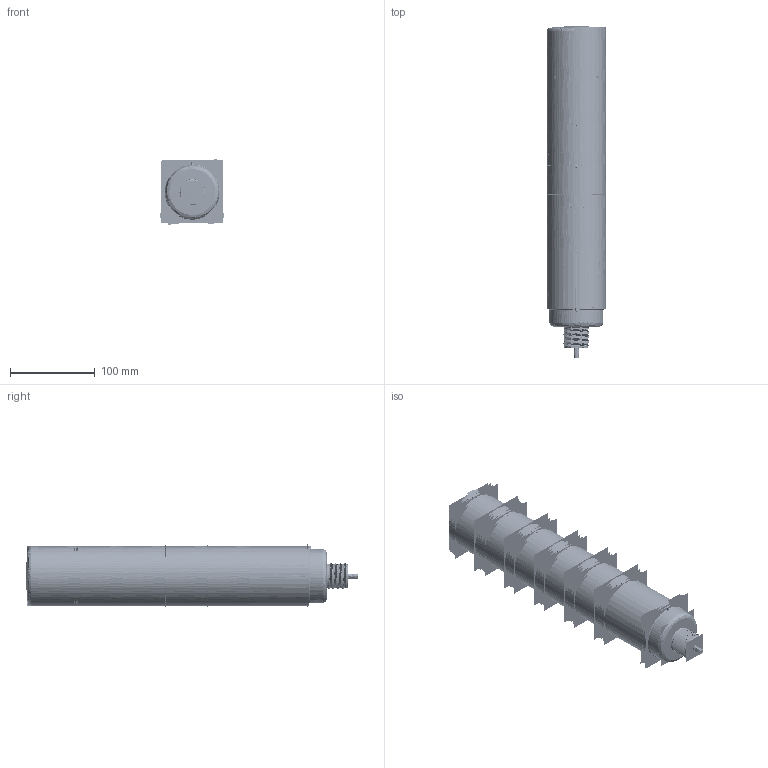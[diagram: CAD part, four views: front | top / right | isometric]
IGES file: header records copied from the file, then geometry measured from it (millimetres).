
Start section:  PTC IGES file: 191433.igs
Global section: file name: 191433.igs; native system: Creo Parametric by Parametric Technology Corporation; preprocessor: 2013230; author: pdmadmin; organization: Unknown; date: 20160225.125527; units: millimetre
Bounding box: 75.65 x 391.1 x 77.3 mm (x, y, z)
Volume: 349079.9 mm3; surface area: 1960561.1 mm2
Topology: 15 solids, 21 shells, 7994 faces, 39115 edges, 48742 vertices
Faces by surface type: revolution 4032, bspline 3962
